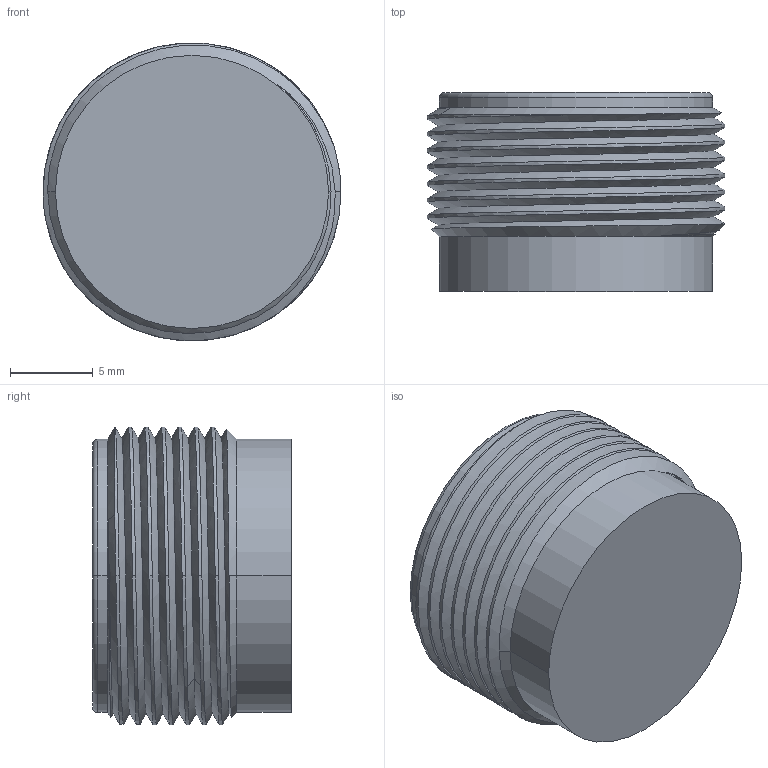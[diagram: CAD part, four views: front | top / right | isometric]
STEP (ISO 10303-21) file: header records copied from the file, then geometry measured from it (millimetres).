
FILE_DESCRIPTION(('STEP AP242'),'1');
FILE_NAME('tag_xghb211345_.stp','2019-12-10T12:48:10',('TraceParts'),('TraceParts S.A.'),'Spatial InterOp 3D',' ',' ');
FILE_SCHEMA(('AP242_MANAGED_MODEL_BASED_3D_ENGINEERING_MIM_LF {1 0 10303 442 1 1 4}'));
Length unit declared in the file: millimetre
Products named in the file (1): tag_xghb211345_
Bounding box: 18 x 12 x 17.99 mm (x, y, z)
Volume: 2750.6 mm3; surface area: 1401.2 mm2
Topology: 1 solids, 1 shells, 34 faces, 87 edges, 55 vertices
Faces by surface type: cylinder 19, bspline 6, cone 5, plane 2, torus 2
Entity records: 3228 total; most frequent: CARTESIAN_POINT 2482, ORIENTED_EDGE 174, DIRECTION 116, EDGE_CURVE 87, VERTEX_POINT 55, AXIS2_PLACEMENT_3D 44, B_SPLINE_CURVE_WITH_KNOTS 44, ADVANCED_FACE 34
